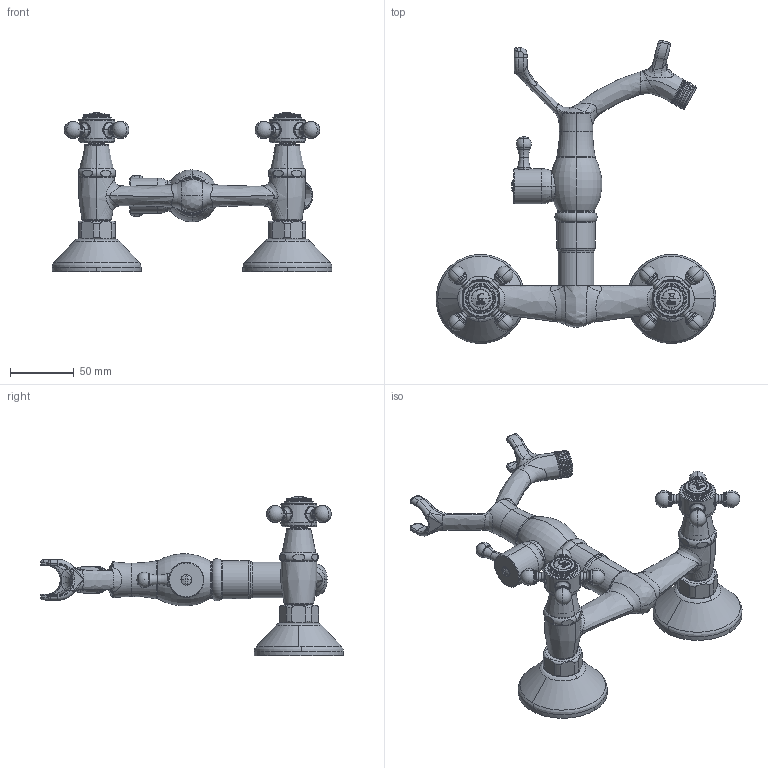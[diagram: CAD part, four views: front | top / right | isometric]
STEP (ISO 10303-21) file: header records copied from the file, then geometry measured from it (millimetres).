
FILE_DESCRIPTION (( 'STEP AP214' ), '1' );
FILE_NAME ('241190.STEP', '2020-08-21T11:43:34', ( '' ), ( '' ), 'SwSTEP 2.0', 'SolidWorks 2016', '' );
FILE_SCHEMA (( 'AUTOMOTIVE_DESIGN' ));
Length unit declared in the file: millimetre
Products named in the file (1): 241190
Bounding box: 220 x 238.09 x 125.06 mm (x, y, z)
Volume: 248862.1 mm3; surface area: 163252.4 mm2
Topology: 44 solids, 48 shells, 3204 faces, 8319 edges, 5135 vertices
Faces by surface type: plane 1095, cylinder 763, bspline 497, cone 383, torus 376, sphere 90
Entity records: 173905 total; most frequent: CARTESIAN_POINT 64402, ORIENTED_EDGE 16252, DIRECTION 14587, EDGE_CURVE 8126, AXIS2_PLACEMENT_3D 5933, VERTEX_POINT 5108, EDGE_LOOP 3382, UNCERTAINTY_MEASURE_WITH_UNIT 3250
